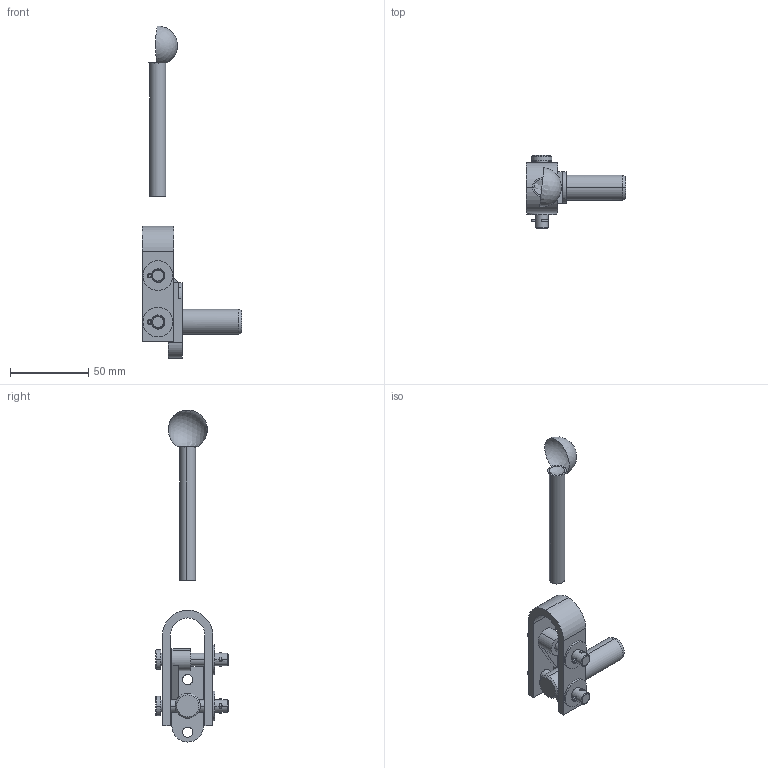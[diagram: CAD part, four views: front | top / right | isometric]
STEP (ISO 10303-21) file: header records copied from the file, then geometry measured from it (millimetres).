
FILE_DESCRIPTION((''),'2;1');
FILE_NAME('L123M.stp','2004-02-12T10:11:01',('matthew'),(''),'Autodesk Inventor (R) 6.0','Autodesk Inventor (R) 6.0','');
FILE_SCHEMA(('AUTOMOTIVE_DESIGN { 1 0 10303 214 1 1 1 1 }'));
Length unit declared in the file: millimetre
Products named in the file (5): L123M; L123M1; L123M2; L123M3; L123M4
Assembly tree (4 placements, depth 2):
  L123M
    L123M1
    L123M2
    L123M3
    L123M4
Bounding box: 63.53 x 46.5 x 211.5 mm (x, y, z)
Volume: 46457.3 mm3; surface area: 23489.9 mm2
Topology: 4 solids, 4 shells, 160 faces, 501 edges, 331 vertices
Faces by surface type: cylinder 92, plane 50, cone 12, bspline 4, sphere 2
Entity records: 6146 total; most frequent: CARTESIAN_POINT 1433, DIRECTION 998, ORIENTED_EDGE 990, EDGE_CURVE 495, AXIS2_PLACEMENT_3D 390, VERTEX_POINT 329, CIRCLE 224, VECTOR 218
